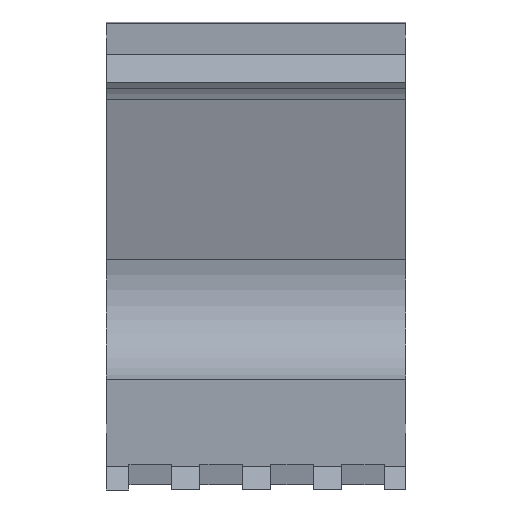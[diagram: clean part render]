
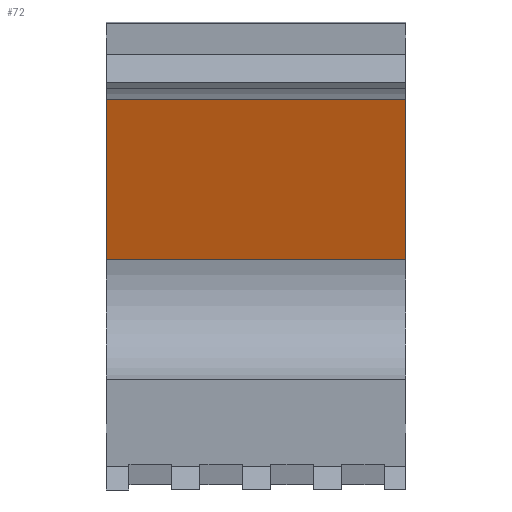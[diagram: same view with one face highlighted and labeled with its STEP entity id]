
A CAD part, left-side view. The second image highlights one B-rep face of the part: STEP entity #72.
In plain terms, the highlighted planar face has unit normal (-0.954, 0, -0.301).
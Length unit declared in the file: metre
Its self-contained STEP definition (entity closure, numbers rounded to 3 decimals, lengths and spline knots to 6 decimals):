
#72 = ADVANCED_FACE( '', ( #167 ), #168, .F. );
#167 = FACE_OUTER_BOUND( '', #282, .T. );
#168 = PLANE( '', #283 );
#282 = EDGE_LOOP( '', ( #437, #438, #439, #440 ) );
#283 = AXIS2_PLACEMENT_3D( '', #441, #442, #443 );
#437 = ORIENTED_EDGE( '', *, *, #763, .F. );
#438 = ORIENTED_EDGE( '', *, *, #764, .T. );
#439 = ORIENTED_EDGE( '', *, *, #765, .T. );
#440 = ORIENTED_EDGE( '', *, *, #766, .T. );
#441 = CARTESIAN_POINT( '', ( 4.528491, -0.2772, 1.05691 ) );
#442 = DIRECTION( '', ( 0.954, 0., 0.301 ) );
#443 = DIRECTION( '', ( -0.301, 0., 0.954 ) );
#763 = EDGE_CURVE( 'Edge11', #933, #934, #935, .T. );
#764 = EDGE_CURVE( '', #933, #936, #937, .T. );
#765 = EDGE_CURVE( '', #936, #938, #939, .T. );
#766 = EDGE_CURVE( '', #938, #934, #940, .F. );
#933 = VERTEX_POINT( '', #1175 );
#934 = VERTEX_POINT( '', #1176 );
#935 = LINE( '', #1177, #1178 );
#936 = VERTEX_POINT( '', #1179 );
#937 = LINE( '', #1180, #1181 );
#938 = VERTEX_POINT( '', #1182 );
#939 = LINE( '', #1183, #1184 );
#940 = LINE( '', #1185, #1186 );
#1175 = CARTESIAN_POINT( '', ( 4.546085, -0.2772, 1.001206 ) );
#1176 = CARTESIAN_POINT( '', ( 4.639673, -0.2772, 0.704883 ) );
#1177 = CARTESIAN_POINT( '', ( 4.528491, -0.2772, 1.05691 ) );
#1178 = VECTOR( '', #1396, 1. );
#1179 = CARTESIAN_POINT( '', ( 4.546085, 0.2772, 1.001206 ) );
#1180 = CARTESIAN_POINT( '', ( 4.546085, -0.2772, 1.001206 ) );
#1181 = VECTOR( '', #1397, 1. );
#1182 = CARTESIAN_POINT( '', ( 4.639673, 0.2772, 0.704883 ) );
#1183 = CARTESIAN_POINT( '', ( 4.528491, 0.2772, 1.05691 ) );
#1184 = VECTOR( '', #1398, 1. );
#1185 = CARTESIAN_POINT( '', ( 4.639673, -0.2772, 0.704883 ) );
#1186 = VECTOR( '', #1399, 1. );
#1396 = DIRECTION( '', ( 0.301, 0., -0.954 ) );
#1397 = DIRECTION( '', ( 0., 1., 0. ) );
#1398 = DIRECTION( '', ( 0.301, 0., -0.954 ) );
#1399 = DIRECTION( '', ( 0., 1., 0. ) );
